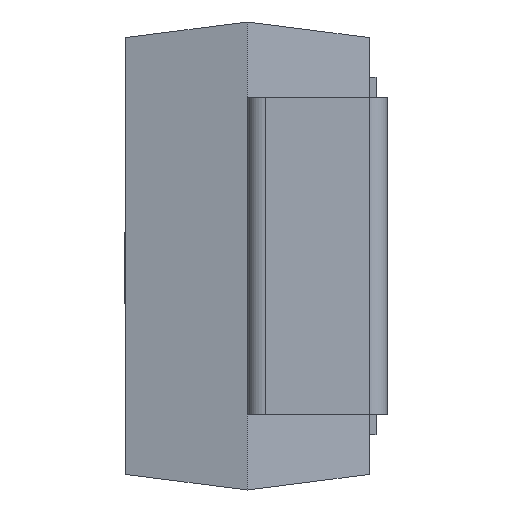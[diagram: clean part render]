
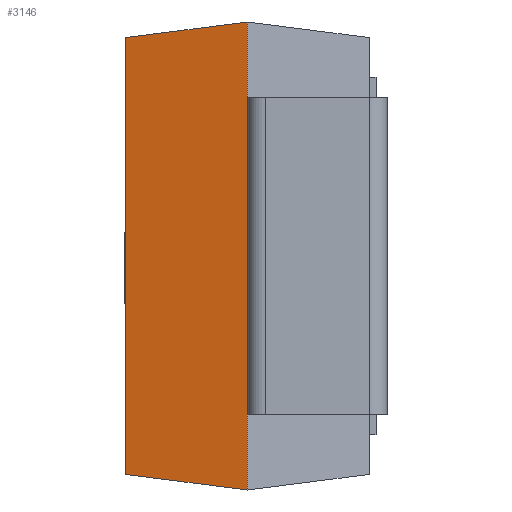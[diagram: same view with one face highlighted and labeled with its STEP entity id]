
A CAD part, left-side view. The second image highlights one B-rep face of the part: STEP entity #3146.
In plain terms, the highlighted planar face has unit normal (-0.982, 0.189, 0).
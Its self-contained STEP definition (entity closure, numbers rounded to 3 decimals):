
#61 = CARTESIAN_POINT ( 'NONE',  ( 0.05, 1.147, -3.366 ) ) ;
#154 = FACE_OUTER_BOUND ( 'NONE', #2431, .T. ) ;
#815 = ORIENTED_EDGE ( 'NONE', *, *, #2989, .F. ) ;
#843 = AXIS2_PLACEMENT_3D ( 'NONE', #3314, #3646, #2344 ) ;
#1060 = VECTOR ( 'NONE', #2950, 1000. ) ;
#1129 = VECTOR ( 'NONE', #3475, 1000. ) ;
#1383 = ORIENTED_EDGE ( 'NONE', *, *, #3326, .T. ) ;
#1407 = LINE ( 'NONE', #2462, #3034 ) ;
#1486 = EDGE_CURVE ( 'NONE', #4105, #2872, #2101, .T. ) ;
#1751 = LINE ( 'NONE', #61, #1060 ) ;
#2009 = VECTOR ( 'NONE', #2402, 1000. ) ;
#2034 = CARTESIAN_POINT ( 'NONE',  ( 0., 0.885, -3.4 ) ) ;
#2101 = LINE ( 'NONE', #3157, #1129 ) ;
#2344 = DIRECTION ( 'NONE',  ( 0.189, 0.982, 0. ) ) ;
#2402 = DIRECTION ( 'NONE',  ( 0., 0., 1. ) ) ;
#2431 = EDGE_LOOP ( 'NONE', ( #815, #1383, #3294, #3806 ) ) ;
#2462 = CARTESIAN_POINT ( 'NONE',  ( 0.17, 1.77, -3.4 ) ) ;
#2564 = EDGE_CURVE ( 'NONE', #3784, #2872, #1407, .T. ) ;
#2809 = CARTESIAN_POINT ( 'NONE',  ( 0., 0.885, 0. ) ) ;
#2872 = VERTEX_POINT ( 'NONE', #3489 ) ;
#2950 = DIRECTION ( 'NONE',  ( 0.187, 0.974, 0.125 ) ) ;
#2989 = EDGE_CURVE ( 'NONE', #3822, #3784, #1751, .T. ) ;
#3006 = CARTESIAN_POINT ( 'NONE',  ( 0.17, 1.77, -3.287 ) ) ;
#3029 = PLANE ( 'NONE',  #843 ) ;
#3034 = VECTOR ( 'NONE', #3074, 1000. ) ;
#3074 = DIRECTION ( 'NONE',  ( 0., 0., 1. ) ) ;
#3146 = ADVANCED_FACE ( 'NONE', ( #154 ), #3029, .F. ) ;
#3157 = CARTESIAN_POINT ( 'NONE',  ( 0.13, 1.56, -0.086 ) ) ;
#3294 = ORIENTED_EDGE ( 'NONE', *, *, #1486, .T. ) ;
#3314 = CARTESIAN_POINT ( 'NONE',  ( 0.051, 1.151, -3.4 ) ) ;
#3318 = CARTESIAN_POINT ( 'NONE',  ( 0., 0.885, -3.4 ) ) ;
#3326 = EDGE_CURVE ( 'NONE', #3822, #4105, #3766, .T. ) ;
#3475 = DIRECTION ( 'NONE',  ( 0.187, 0.974, -0.125 ) ) ;
#3489 = CARTESIAN_POINT ( 'NONE',  ( 0.17, 1.77, -0.113 ) ) ;
#3646 = DIRECTION ( 'NONE',  ( 0.982, -0.189, 0. ) ) ;
#3766 = LINE ( 'NONE', #2034, #2009 ) ;
#3784 = VERTEX_POINT ( 'NONE', #3006 ) ;
#3806 = ORIENTED_EDGE ( 'NONE', *, *, #2564, .F. ) ;
#3822 = VERTEX_POINT ( 'NONE', #3318 ) ;
#4105 = VERTEX_POINT ( 'NONE', #2809 ) ;
